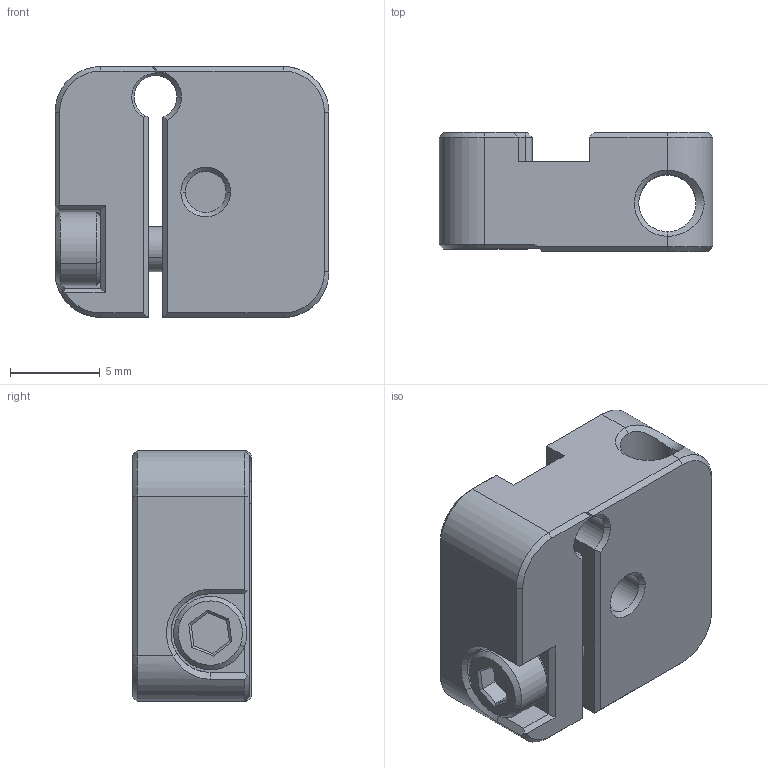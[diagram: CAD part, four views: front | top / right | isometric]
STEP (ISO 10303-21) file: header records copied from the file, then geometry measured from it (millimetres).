
FILE_DESCRIPTION (( 'STEP AP214' ), '1' );
FILE_NAME ('TTN159419-E0W.STEP', '2018-11-09T14:53:30', ( '' ), ( '' ), 'SwSTEP 2.0', 'SolidWorks 2018', '' );
FILE_SCHEMA (( 'AUTOMOTIVE_DESIGN' ));
Length unit declared in the file: inch
Products named in the file (3): TTN159419-E0W; SH3S031-1; TTN159420
Assembly tree (2 placements, depth 2):
  TTN159419-E0W
    TTN159420
    SH3S031-1
Bounding box: 15.24 x 6.6 x 13.97 mm (x, y, z)
Volume: 945.7 mm3; surface area: 1238.3 mm2
Topology: 2 solids, 2 shells, 406 faces, 1057 edges, 676 vertices
Faces by surface type: plane 210, bspline 98, cone 51, cylinder 47
Entity records: 18672 total; most frequent: CARTESIAN_POINT 6356, ORIENTED_EDGE 2114, DIRECTION 1608, EDGE_CURVE 1057, VECTOR 694, LINE 694, VERTEX_POINT 676, AXIS2_PLACEMENT_3D 457
